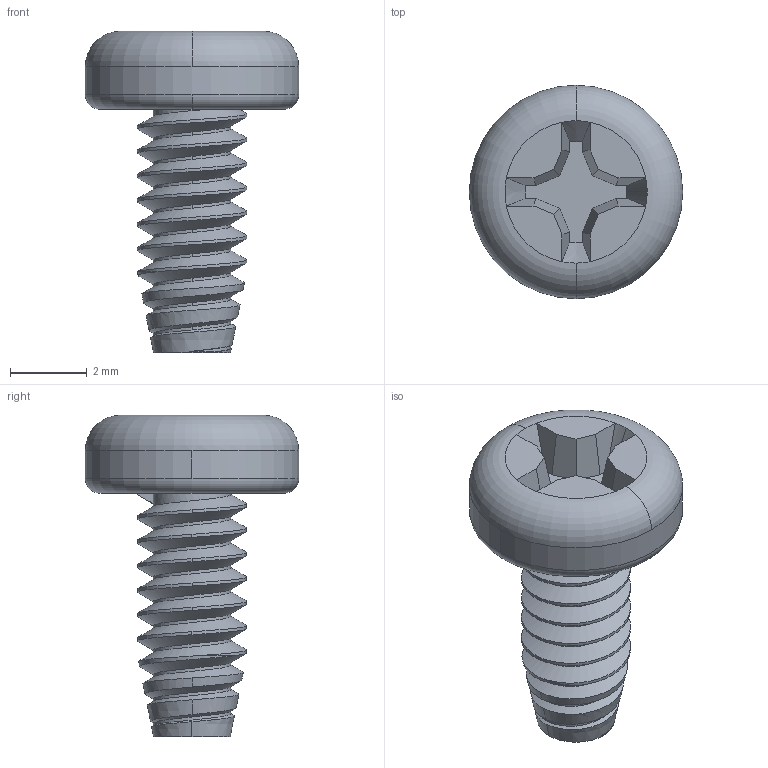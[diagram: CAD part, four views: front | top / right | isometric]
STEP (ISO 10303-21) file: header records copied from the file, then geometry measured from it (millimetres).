
FILE_DESCRIPTION (( 'STEP AP203' ), '1' );
FILE_NAME ('98273A110_Quick-Install Thread-Cutting Screw for Soft Metal.STEP', '2021-09-09T18:02:02', ( 'Administrator' ), ( 'Managed by Terraform' ), 'SwSTEP 2.0', 'SolidWorks 2017', '' );
FILE_SCHEMA (( 'CONFIG_CONTROL_DESIGN' ));
Length unit declared in the file: inch
Products named in the file (1): 98273A110_Quick-Install Thread-Cutting Screw for Soft Metal
Bounding box: 5.56 x 5.56 x 8.38 mm (x, y, z)
Volume: 68.9 mm3; surface area: 159.9 mm2
Topology: 1 solids, 1 shells, 96 faces, 269 edges, 176 vertices
Faces by surface type: cylinder 40, plane 27, cone 16, bspline 9, torus 4
Entity records: 6174 total; most frequent: CARTESIAN_POINT 3982, ORIENTED_EDGE 538, DIRECTION 348, EDGE_CURVE 269, VERTEX_POINT 176, AXIS2_PLACEMENT_3D 126, EDGE_LOOP 97, ADVANCED_FACE 96
